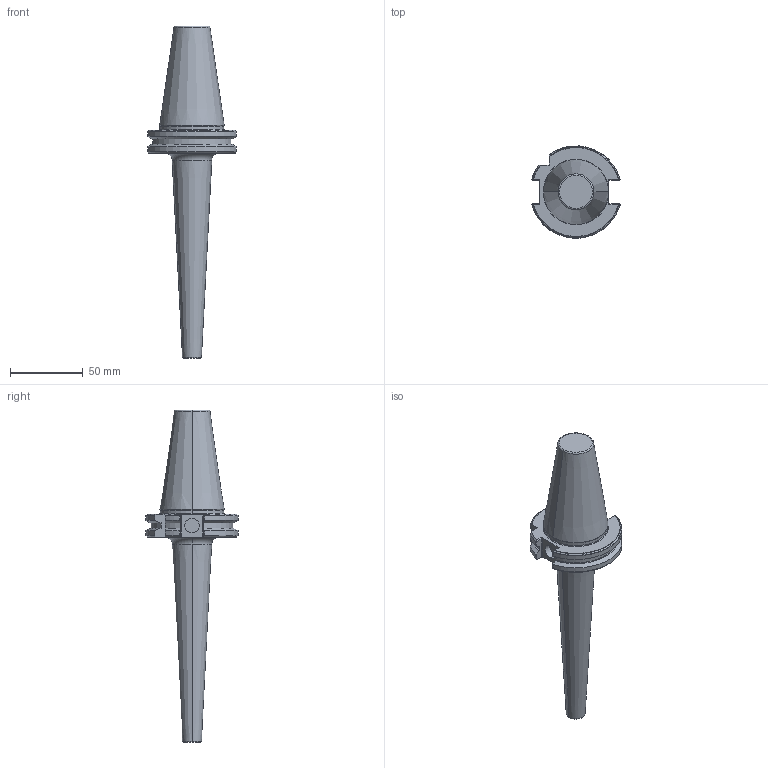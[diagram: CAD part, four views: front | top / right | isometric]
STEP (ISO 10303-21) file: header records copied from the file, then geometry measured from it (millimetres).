
FILE_DESCRIPTION (( 'STEP AP203' ), '1' );
FILE_NAME ('SK40 FMH27 100 AD 6.3G15000 SL SP.STEP', '2018-06-01T10:42:52', ( '' ), ( '' ), 'SwSTEP 2.0', 'SolidWorks 2014', '' );
FILE_SCHEMA (( 'CONFIG_CONTROL_DESIGN' ));
Length unit declared in the file: millimetre
Products named in the file (1): SK40 FMH27 100 AD 6.3G15000 SL SP
Bounding box: 61.09 x 63.3 x 228.4 mm (x, y, z)
Volume: 161538.9 mm3; surface area: 25133.5 mm2
Topology: 1 solids, 1 shells, 86 faces, 231 edges, 150 vertices
Faces by surface type: plane 31, torus 20, cone 18, cylinder 17
Entity records: 2878 total; most frequent: CARTESIAN_POINT 712, ORIENTED_EDGE 462, DIRECTION 415, EDGE_CURVE 231, AXIS2_PLACEMENT_3D 165, VERTEX_POINT 150, EDGE_LOOP 89, FACE_OUTER_BOUND 86
